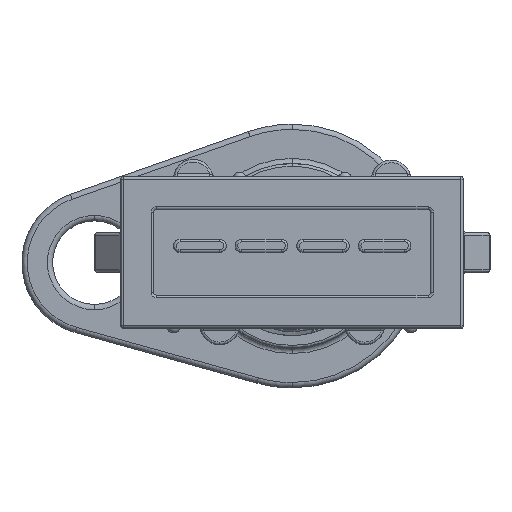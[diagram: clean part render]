
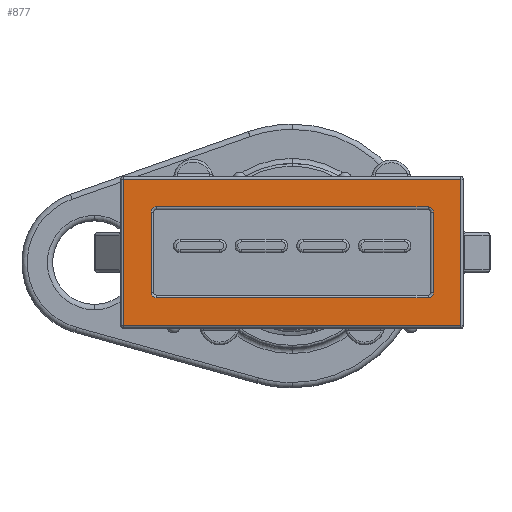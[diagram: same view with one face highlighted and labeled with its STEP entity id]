
A CAD part, top view. The second image highlights one B-rep face of the part: STEP entity #877.
In plain terms, the highlighted planar face has unit normal (0, 0, 1).
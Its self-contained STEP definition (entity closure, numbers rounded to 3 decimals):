
#327=PLANE('',#8010);
#401=FACE_BOUND('',#1992,.T.);
#402=FACE_BOUND('',#1993,.T.);
#877=ADVANCED_FACE('',(#401,#402),#327,.T.);
#1992=EDGE_LOOP('',(#3926,#3927,#3928,#3929));
#1993=EDGE_LOOP('',(#3930,#3931,#3932,#3933,#3934,#3935,#3936,#3937));
#2245=B_SPLINE_CURVE_WITH_KNOTS('',3,(#15001,#15002,#15003,#15004,#15005,
#15006,#15007,#15008,#15009,#15010,#15011,#15012,#15013,#15014,#15015,#15016,
#15017),.UNSPECIFIED.,.F.,.F.,(4,2,2,2,2,1,2,2,4),(0.,0.125,
0.25,0.375,0.5,0.625,
0.688,0.75,1.),.UNSPECIFIED.);
#2246=B_SPLINE_CURVE_WITH_KNOTS('',3,(#15021,#15022,#15023,#15024,#15025,
#15026,#15027,#15028,#15029,#15030,#15031,#15032,#15033,#15034,#15035,#15036,
#15037),.UNSPECIFIED.,.F.,.F.,(4,2,2,2,2,1,2,2,4),(0.,0.125,
0.25,0.375,0.5,0.625,
0.687,0.75,1.),.UNSPECIFIED.);
#2247=B_SPLINE_CURVE_WITH_KNOTS('',3,(#15041,#15042,#15043,#15044,#15045,
#15046,#15047,#15048,#15049,#15050,#15051,#15052,#15053,#15054,#15055,#15056,
#15057),.UNSPECIFIED.,.F.,.F.,(4,2,2,2,2,1,2,2,4),(0.,0.125,0.25,0.375,
0.5,0.625,0.688,0.75,1.),.UNSPECIFIED.);
#2248=B_SPLINE_CURVE_WITH_KNOTS('',3,(#15061,#15062,#15063,#15064,#15065,
#15066,#15067,#15068,#15069,#15070,#15071,#15072,#15073,#15074,#15075,#15076,
#15077),.UNSPECIFIED.,.F.,.F.,(4,2,2,2,2,1,2,2,4),(0.,0.125,
0.25,0.375,0.5,0.625,
0.688,0.75,1.),.UNSPECIFIED.);
#3926=ORIENTED_EDGE('',*,*,#5781,.F.);
#3927=ORIENTED_EDGE('',*,*,#5762,.F.);
#3928=ORIENTED_EDGE('',*,*,#5833,.F.);
#3929=ORIENTED_EDGE('',*,*,#5814,.F.);
#3930=ORIENTED_EDGE('',*,*,#5862,.T.);
#3931=ORIENTED_EDGE('',*,*,#5863,.T.);
#3932=ORIENTED_EDGE('',*,*,#5864,.T.);
#3933=ORIENTED_EDGE('',*,*,#5865,.T.);
#3934=ORIENTED_EDGE('',*,*,#5866,.T.);
#3935=ORIENTED_EDGE('',*,*,#5867,.T.);
#3936=ORIENTED_EDGE('',*,*,#5868,.T.);
#3937=ORIENTED_EDGE('',*,*,#5869,.T.);
#4858=VERTEX_POINT('',#14408);
#4859=VERTEX_POINT('',#14410);
#4864=VERTEX_POINT('',#14516);
#4877=VERTEX_POINT('',#14744);
#4898=VERTEX_POINT('',#14999);
#4899=VERTEX_POINT('',#15000);
#4900=VERTEX_POINT('',#15018);
#4901=VERTEX_POINT('',#15020);
#4902=VERTEX_POINT('',#15038);
#4903=VERTEX_POINT('',#15040);
#4904=VERTEX_POINT('',#15058);
#4905=VERTEX_POINT('',#15060);
#5762=EDGE_CURVE('',#4858,#4859,#6802,.T.);
#5781=EDGE_CURVE('',#4859,#4864,#6807,.T.);
#5814=EDGE_CURVE('',#4864,#4877,#6816,.T.);
#5833=EDGE_CURVE('',#4877,#4858,#6820,.T.);
#5862=EDGE_CURVE('',#4898,#4899,#6836,.T.);
#5863=EDGE_CURVE('',#4899,#4900,#2245,.T.);
#5864=EDGE_CURVE('',#4900,#4901,#6837,.T.);
#5865=EDGE_CURVE('',#4901,#4902,#2246,.T.);
#5866=EDGE_CURVE('',#4902,#4903,#6838,.T.);
#5867=EDGE_CURVE('',#4903,#4904,#2247,.T.);
#5868=EDGE_CURVE('',#4904,#4905,#6839,.T.);
#5869=EDGE_CURVE('',#4905,#4898,#2248,.T.);
#6802=LINE('',#14409,#7189);
#6807=LINE('',#14518,#7194);
#6816=LINE('',#14743,#7203);
#6820=LINE('',#14859,#7207);
#6836=LINE('',#14998,#7223);
#6837=LINE('',#15019,#7224);
#6838=LINE('',#15039,#7225);
#6839=LINE('',#15059,#7226);
#7189=VECTOR('',#9717,1.);
#7194=VECTOR('',#9758,1.);
#7203=VECTOR('',#9827,1.);
#7207=VECTOR('',#9865,1.);
#7223=VECTOR('',#9923,1.);
#7224=VECTOR('',#9924,1.);
#7225=VECTOR('',#9925,1.);
#7226=VECTOR('',#9926,1.);
#8010=AXIS2_PLACEMENT_3D('',#15078,#9927,#9928);
#9717=DIRECTION('',(0.,-1.,0.));
#9758=DIRECTION('',(-1.,0.,0.));
#9827=DIRECTION('',(0.,1.,0.));
#9865=DIRECTION('',(1.,0.,0.));
#9923=DIRECTION('',(1.,0.,0.));
#9924=DIRECTION('',(0.,-1.,0.));
#9925=DIRECTION('',(-1.,0.,0.));
#9926=DIRECTION('',(0.,1.,0.));
#9927=DIRECTION('',(0.,0.,1.));
#9928=DIRECTION('',(0.,-1.,0.));
#14408=CARTESIAN_POINT('',(12.8,5.55,208.1));
#14409=CARTESIAN_POINT('',(12.8,-5.55,208.1));
#14410=CARTESIAN_POINT('',(12.8,-5.55,208.1));
#14516=CARTESIAN_POINT('',(-12.8,-5.55,208.1));
#14518=CARTESIAN_POINT('',(-12.8,-5.55,208.1));
#14743=CARTESIAN_POINT('',(-12.8,-5.55,208.1));
#14744=CARTESIAN_POINT('',(-12.8,5.55,208.1));
#14859=CARTESIAN_POINT('',(-12.8,5.55,208.1));
#14998=CARTESIAN_POINT('',(-12.8,3.45,208.1));
#14999=CARTESIAN_POINT('',(-10.3,3.45,208.1));
#15000=CARTESIAN_POINT('',(10.3,3.45,208.1));
#15001=CARTESIAN_POINT('',(10.3,3.45,208.1));
#15002=CARTESIAN_POINT('',(10.325,3.45,208.1));
#15003=CARTESIAN_POINT('',(10.35,3.448,208.1));
#15004=CARTESIAN_POINT('',(10.399,3.438,208.1));
#15005=CARTESIAN_POINT('',(10.422,3.432,208.1));
#15006=CARTESIAN_POINT('',(10.472,3.412,208.1));
#15007=CARTESIAN_POINT('',(10.496,3.4,208.1));
#15008=CARTESIAN_POINT('',(10.541,3.37,208.1));
#15009=CARTESIAN_POINT('',(10.564,3.352,208.1));
#15010=CARTESIAN_POINT('',(10.602,3.314,208.1));
#15011=CARTESIAN_POINT('',(10.628,3.283,208.1));
#15012=CARTESIAN_POINT('',(10.648,3.247,208.1));
#15013=CARTESIAN_POINT('',(10.661,3.223,208.1));
#15014=CARTESIAN_POINT('',(10.667,3.209,208.1));
#15015=CARTESIAN_POINT('',(10.691,3.151,208.1));
#15016=CARTESIAN_POINT('',(10.7,3.101,208.1));
#15017=CARTESIAN_POINT('',(10.7,3.05,208.1));
#15018=CARTESIAN_POINT('',(10.7,3.05,208.1));
#15019=CARTESIAN_POINT('',(10.7,-5.55,208.1));
#15020=CARTESIAN_POINT('',(10.7,-3.05,208.1));
#15021=CARTESIAN_POINT('',(10.7,-3.05,208.1));
#15022=CARTESIAN_POINT('',(10.7,-3.075,208.1));
#15023=CARTESIAN_POINT('',(10.698,-3.1,208.1));
#15024=CARTESIAN_POINT('',(10.688,-3.149,208.1));
#15025=CARTESIAN_POINT('',(10.682,-3.172,208.1));
#15026=CARTESIAN_POINT('',(10.662,-3.222,208.1));
#15027=CARTESIAN_POINT('',(10.65,-3.246,208.1));
#15028=CARTESIAN_POINT('',(10.62,-3.291,208.1));
#15029=CARTESIAN_POINT('',(10.602,-3.314,208.1));
#15030=CARTESIAN_POINT('',(10.564,-3.352,208.1));
#15031=CARTESIAN_POINT('',(10.533,-3.378,208.1));
#15032=CARTESIAN_POINT('',(10.497,-3.398,208.1));
#15033=CARTESIAN_POINT('',(10.473,-3.411,208.1));
#15034=CARTESIAN_POINT('',(10.459,-3.417,208.1));
#15035=CARTESIAN_POINT('',(10.401,-3.441,208.1));
#15036=CARTESIAN_POINT('',(10.351,-3.45,208.1));
#15037=CARTESIAN_POINT('',(10.3,-3.45,208.1));
#15038=CARTESIAN_POINT('',(10.3,-3.45,208.1));
#15039=CARTESIAN_POINT('',(-12.8,-3.45,208.1));
#15040=CARTESIAN_POINT('',(-10.3,-3.45,208.1));
#15041=CARTESIAN_POINT('',(-10.3,-3.45,208.1));
#15042=CARTESIAN_POINT('',(-10.325,-3.45,208.1));
#15043=CARTESIAN_POINT('',(-10.35,-3.448,208.1));
#15044=CARTESIAN_POINT('',(-10.399,-3.438,208.1));
#15045=CARTESIAN_POINT('',(-10.422,-3.432,208.1));
#15046=CARTESIAN_POINT('',(-10.472,-3.412,208.1));
#15047=CARTESIAN_POINT('',(-10.496,-3.4,208.1));
#15048=CARTESIAN_POINT('',(-10.541,-3.37,208.1));
#15049=CARTESIAN_POINT('',(-10.564,-3.352,208.1));
#15050=CARTESIAN_POINT('',(-10.602,-3.314,208.1));
#15051=CARTESIAN_POINT('',(-10.628,-3.283,208.1));
#15052=CARTESIAN_POINT('',(-10.648,-3.247,208.1));
#15053=CARTESIAN_POINT('',(-10.661,-3.223,208.1));
#15054=CARTESIAN_POINT('',(-10.667,-3.209,208.1));
#15055=CARTESIAN_POINT('',(-10.691,-3.151,208.1));
#15056=CARTESIAN_POINT('',(-10.7,-3.101,208.1));
#15057=CARTESIAN_POINT('',(-10.7,-3.05,208.1));
#15058=CARTESIAN_POINT('',(-10.7,-3.05,208.1));
#15059=CARTESIAN_POINT('',(-10.7,-5.55,208.1));
#15060=CARTESIAN_POINT('',(-10.7,3.05,208.1));
#15061=CARTESIAN_POINT('',(-10.7,3.05,208.1));
#15062=CARTESIAN_POINT('',(-10.7,3.075,208.1));
#15063=CARTESIAN_POINT('',(-10.698,3.1,208.1));
#15064=CARTESIAN_POINT('',(-10.688,3.149,208.1));
#15065=CARTESIAN_POINT('',(-10.682,3.172,208.1));
#15066=CARTESIAN_POINT('',(-10.662,3.222,208.1));
#15067=CARTESIAN_POINT('',(-10.65,3.246,208.1));
#15068=CARTESIAN_POINT('',(-10.62,3.291,208.1));
#15069=CARTESIAN_POINT('',(-10.602,3.314,208.1));
#15070=CARTESIAN_POINT('',(-10.564,3.352,208.1));
#15071=CARTESIAN_POINT('',(-10.533,3.378,208.1));
#15072=CARTESIAN_POINT('',(-10.497,3.398,208.1));
#15073=CARTESIAN_POINT('',(-10.473,3.411,208.1));
#15074=CARTESIAN_POINT('',(-10.459,3.417,208.1));
#15075=CARTESIAN_POINT('',(-10.401,3.441,208.1));
#15076=CARTESIAN_POINT('',(-10.351,3.45,208.1));
#15077=CARTESIAN_POINT('',(-10.3,3.45,208.1));
#15078=CARTESIAN_POINT('',(-12.8,-5.55,208.1));
